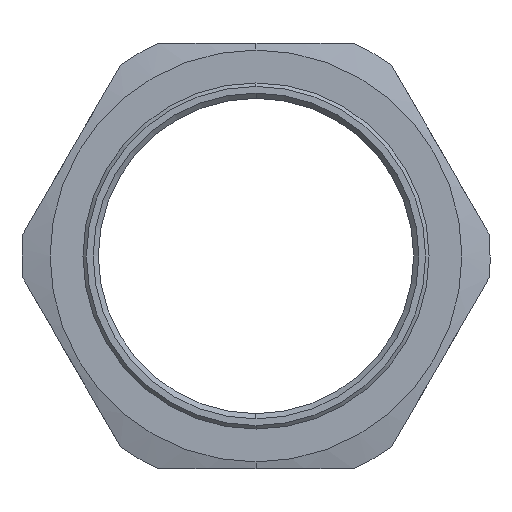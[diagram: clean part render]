
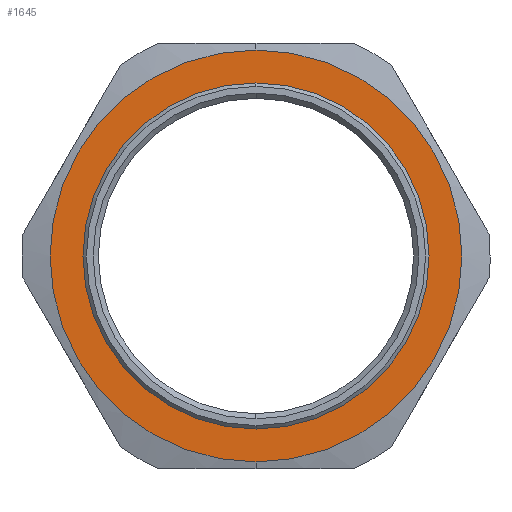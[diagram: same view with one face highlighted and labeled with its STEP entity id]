
A CAD part, left-side view. The second image highlights one B-rep face of the part: STEP entity #1645.
In plain terms, the highlighted planar face has unit normal (-1, 0, 0).
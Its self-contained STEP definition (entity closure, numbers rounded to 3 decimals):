
#91 = DIRECTION ( 'NONE',  ( 0., 0., -1. ) ) ;
#128 = CIRCLE ( 'NONE', #1538, 59.5 ) ;
#247 = CARTESIAN_POINT ( 'NONE',  ( 24., 0., 50. ) ) ;
#278 = PLANE ( 'NONE',  #1638 ) ;
#305 = ORIENTED_EDGE ( 'NONE', *, *, #2208, .F. ) ;
#422 = CIRCLE ( 'NONE', #1387, 50. ) ;
#492 = CARTESIAN_POINT ( 'NONE',  ( 24., 50., 0. ) ) ;
#681 = VERTEX_POINT ( 'NONE', #941 ) ;
#682 = CARTESIAN_POINT ( 'NONE',  ( 24., 0., 0. ) ) ;
#683 = FACE_BOUND ( 'NONE', #1424, .T. ) ;
#699 = ORIENTED_EDGE ( 'NONE', *, *, #2202, .T. ) ;
#739 = DIRECTION ( 'NONE',  ( 1., 0., 0. ) ) ;
#752 = VERTEX_POINT ( 'NONE', #1330 ) ;
#839 = DIRECTION ( 'NONE',  ( 0., 0., -1. ) ) ;
#850 = DIRECTION ( 'NONE',  ( 0., 0., -1. ) ) ;
#929 = CIRCLE ( 'NONE', #1402, 59.5 ) ;
#941 = CARTESIAN_POINT ( 'NONE',  ( 24., 0., -59.5 ) ) ;
#1056 = CARTESIAN_POINT ( 'NONE',  ( 24., 0., 0. ) ) ;
#1171 = DIRECTION ( 'NONE',  ( 1., 0., 0. ) ) ;
#1216 = DIRECTION ( 'NONE',  ( 0., 0., -1. ) ) ;
#1229 = ORIENTED_EDGE ( 'NONE', *, *, #2442, .T. ) ;
#1330 = CARTESIAN_POINT ( 'NONE',  ( 24., 0., 59.5 ) ) ;
#1387 = AXIS2_PLACEMENT_3D ( 'NONE', #2345, #1171, #91 ) ;
#1402 = AXIS2_PLACEMENT_3D ( 'NONE', #682, #1943, #850 ) ;
#1420 = VERTEX_POINT ( 'NONE', #247 ) ;
#1424 = EDGE_LOOP ( 'NONE', ( #699, #1229 ) ) ;
#1528 = CARTESIAN_POINT ( 'NONE',  ( 24., 0., -50. ) ) ;
#1538 = AXIS2_PLACEMENT_3D ( 'NONE', #1814, #739, #2011 ) ;
#1545 = AXIS2_PLACEMENT_3D ( 'NONE', #1056, #2408, #1216 ) ;
#1592 = CIRCLE ( 'NONE', #1545, 50. ) ;
#1620 = VERTEX_POINT ( 'NONE', #1528 ) ;
#1638 = AXIS2_PLACEMENT_3D ( 'NONE', #492, #1931, #839 ) ;
#1645 = ADVANCED_FACE ( 'NONE', ( #2069, #683 ), #278, .F. ) ;
#1814 = CARTESIAN_POINT ( 'NONE',  ( 24., 0., 0. ) ) ;
#1931 = DIRECTION ( 'NONE',  ( 1., 0., 0. ) ) ;
#1943 = DIRECTION ( 'NONE',  ( 1., 0., 0. ) ) ;
#2011 = DIRECTION ( 'NONE',  ( 0., 0., -1. ) ) ;
#2069 = FACE_OUTER_BOUND ( 'NONE', #2153, .T. ) ;
#2153 = EDGE_LOOP ( 'NONE', ( #305, #2237 ) ) ;
#2202 = EDGE_CURVE ( 'NONE', #1620, #1420, #1592, .T. ) ;
#2208 = EDGE_CURVE ( 'NONE', #681, #752, #128, .T. ) ;
#2237 = ORIENTED_EDGE ( 'NONE', *, *, #2441, .F. ) ;
#2345 = CARTESIAN_POINT ( 'NONE',  ( 24., 0., 0. ) ) ;
#2408 = DIRECTION ( 'NONE',  ( 1., 0., 0. ) ) ;
#2441 = EDGE_CURVE ( 'NONE', #752, #681, #929, .T. ) ;
#2442 = EDGE_CURVE ( 'NONE', #1420, #1620, #422, .T. ) ;
